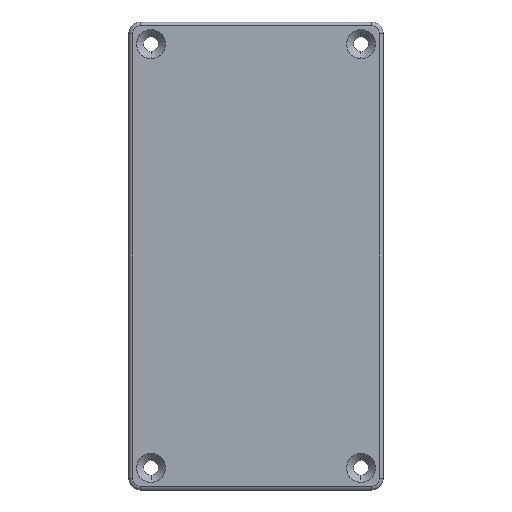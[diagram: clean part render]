
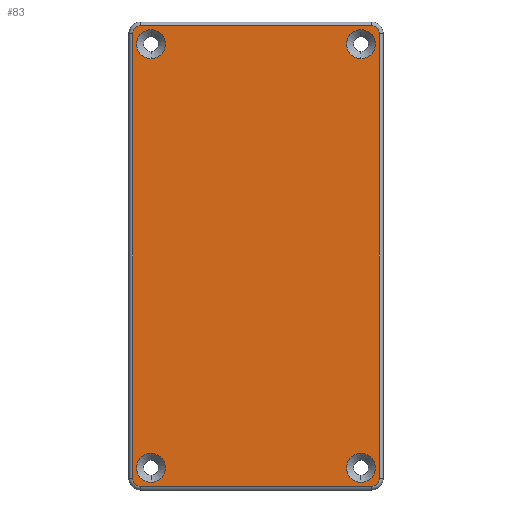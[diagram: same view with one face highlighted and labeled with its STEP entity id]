
A CAD part, front view. The second image highlights one B-rep face of the part: STEP entity #83.
In plain terms, the highlighted planar face has unit normal (0, -1, 0).
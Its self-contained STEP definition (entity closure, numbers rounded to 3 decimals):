
#24 = VERTEX_POINT('',#25);
#25 = CARTESIAN_POINT('',(-32.75,0.,-16.75));
#31 = EDGE_CURVE('',#32,#24,#34,.T.);
#32 = VERTEX_POINT('',#33);
#33 = CARTESIAN_POINT('',(-32.75,0.,-9.25));
#34 = CIRCLE('',#35,3.75);
#35 = AXIS2_PLACEMENT_3D('',#36,#37,#38);
#36 = CARTESIAN_POINT('',(-32.75,0.,-13.));
#37 = DIRECTION('',(0.,-1.,0.));
#38 = DIRECTION('',(0.,0.,-1.));
#63 = EDGE_CURVE('',#24,#32,#64,.T.);
#64 = CIRCLE('',#65,3.75);
#65 = AXIS2_PLACEMENT_3D('',#66,#67,#68);
#66 = CARTESIAN_POINT('',(-32.75,0.,-13.));
#67 = DIRECTION('',(0.,-1.,0.));
#68 = DIRECTION('',(0.,0.,-1.));
#83 = ADVANCED_FACE('',(#84,#154,#158,#178,#198),#218,.F.);
#84 = FACE_BOUND('',#85,.T.);
#85 = EDGE_LOOP('',(#86,#96,#105,#113,#122,#130,#139,#147));
#86 = ORIENTED_EDGE('',*,*,#87,.T.);
#87 = EDGE_CURVE('',#88,#90,#92,.T.);
#88 = VERTEX_POINT('',#89);
#89 = CARTESIAN_POINT('',(-90.,0.,-127.75));
#90 = VERTEX_POINT('',#91);
#91 = CARTESIAN_POINT('',(-30.,0.,-127.75));
#92 = LINE('',#93,#94);
#93 = CARTESIAN_POINT('',(-30.,0.,-127.75));
#94 = VECTOR('',#95,1.);
#95 = DIRECTION('',(1.,0.,0.));
#96 = ORIENTED_EDGE('',*,*,#97,.T.);
#97 = EDGE_CURVE('',#90,#98,#100,.T.);
#98 = VERTEX_POINT('',#99);
#99 = CARTESIAN_POINT('',(-28.,0.,-125.75));
#100 = CIRCLE('',#101,2.);
#101 = AXIS2_PLACEMENT_3D('',#102,#103,#104);
#102 = CARTESIAN_POINT('',(-30.,0.,-125.75));
#103 = DIRECTION('',(0.,-1.,0.));
#104 = DIRECTION('',(0.,0.,1.));
#105 = ORIENTED_EDGE('',*,*,#106,.T.);
#106 = EDGE_CURVE('',#98,#107,#109,.T.);
#107 = VERTEX_POINT('',#108);
#108 = CARTESIAN_POINT('',(-28.,0.,-10.25));
#109 = LINE('',#110,#111);
#110 = CARTESIAN_POINT('',(-28.,0.,-10.25));
#111 = VECTOR('',#112,1.);
#112 = DIRECTION('',(0.,0.,1.));
#113 = ORIENTED_EDGE('',*,*,#114,.T.);
#114 = EDGE_CURVE('',#107,#115,#117,.T.);
#115 = VERTEX_POINT('',#116);
#116 = CARTESIAN_POINT('',(-30.,0.,-8.25));
#117 = CIRCLE('',#118,2.);
#118 = AXIS2_PLACEMENT_3D('',#119,#120,#121);
#119 = CARTESIAN_POINT('',(-30.,0.,-10.25));
#120 = DIRECTION('',(0.,-1.,0.));
#121 = DIRECTION('',(0.,0.,1.));
#122 = ORIENTED_EDGE('',*,*,#123,.T.);
#123 = EDGE_CURVE('',#115,#124,#126,.T.);
#124 = VERTEX_POINT('',#125);
#125 = CARTESIAN_POINT('',(-90.,0.,-8.25));
#126 = LINE('',#127,#128);
#127 = CARTESIAN_POINT('',(-90.,0.,-8.25));
#128 = VECTOR('',#129,1.);
#129 = DIRECTION('',(-1.,0.,0.));
#130 = ORIENTED_EDGE('',*,*,#131,.T.);
#131 = EDGE_CURVE('',#124,#132,#134,.T.);
#132 = VERTEX_POINT('',#133);
#133 = CARTESIAN_POINT('',(-92.,0.,-10.25));
#134 = CIRCLE('',#135,2.);
#135 = AXIS2_PLACEMENT_3D('',#136,#137,#138);
#136 = CARTESIAN_POINT('',(-90.,0.,-10.25));
#137 = DIRECTION('',(0.,-1.,0.));
#138 = DIRECTION('',(0.,0.,1.));
#139 = ORIENTED_EDGE('',*,*,#140,.T.);
#140 = EDGE_CURVE('',#132,#141,#143,.T.);
#141 = VERTEX_POINT('',#142);
#142 = CARTESIAN_POINT('',(-92.,0.,-125.75));
#143 = LINE('',#144,#145);
#144 = CARTESIAN_POINT('',(-92.,0.,-125.75));
#145 = VECTOR('',#146,1.);
#146 = DIRECTION('',(0.,-0.,-1.));
#147 = ORIENTED_EDGE('',*,*,#148,.T.);
#148 = EDGE_CURVE('',#141,#88,#149,.T.);
#149 = CIRCLE('',#150,2.);
#150 = AXIS2_PLACEMENT_3D('',#151,#152,#153);
#151 = CARTESIAN_POINT('',(-90.,0.,-125.75));
#152 = DIRECTION('',(0.,-1.,0.));
#153 = DIRECTION('',(0.,0.,1.));
#154 = FACE_BOUND('',#155,.T.);
#155 = EDGE_LOOP('',(#156,#157));
#156 = ORIENTED_EDGE('',*,*,#63,.F.);
#157 = ORIENTED_EDGE('',*,*,#31,.F.);
#158 = FACE_BOUND('',#159,.T.);
#159 = EDGE_LOOP('',(#160,#171));
#160 = ORIENTED_EDGE('',*,*,#161,.F.);
#161 = EDGE_CURVE('',#162,#164,#166,.T.);
#162 = VERTEX_POINT('',#163);
#163 = CARTESIAN_POINT('',(-87.25,0.,-126.75));
#164 = VERTEX_POINT('',#165);
#165 = CARTESIAN_POINT('',(-87.25,0.,-119.25));
#166 = CIRCLE('',#167,3.75);
#167 = AXIS2_PLACEMENT_3D('',#168,#169,#170);
#168 = CARTESIAN_POINT('',(-87.25,0.,-123.));
#169 = DIRECTION('',(0.,-1.,0.));
#170 = DIRECTION('',(0.,0.,-1.));
#171 = ORIENTED_EDGE('',*,*,#172,.F.);
#172 = EDGE_CURVE('',#164,#162,#173,.T.);
#173 = CIRCLE('',#174,3.75);
#174 = AXIS2_PLACEMENT_3D('',#175,#176,#177);
#175 = CARTESIAN_POINT('',(-87.25,0.,-123.));
#176 = DIRECTION('',(0.,-1.,0.));
#177 = DIRECTION('',(0.,0.,-1.));
#178 = FACE_BOUND('',#179,.T.);
#179 = EDGE_LOOP('',(#180,#191));
#180 = ORIENTED_EDGE('',*,*,#181,.F.);
#181 = EDGE_CURVE('',#182,#184,#186,.T.);
#182 = VERTEX_POINT('',#183);
#183 = CARTESIAN_POINT('',(-87.25,0.,-16.75));
#184 = VERTEX_POINT('',#185);
#185 = CARTESIAN_POINT('',(-87.25,0.,-9.25));
#186 = CIRCLE('',#187,3.75);
#187 = AXIS2_PLACEMENT_3D('',#188,#189,#190);
#188 = CARTESIAN_POINT('',(-87.25,0.,-13.));
#189 = DIRECTION('',(0.,-1.,0.));
#190 = DIRECTION('',(0.,0.,-1.));
#191 = ORIENTED_EDGE('',*,*,#192,.F.);
#192 = EDGE_CURVE('',#184,#182,#193,.T.);
#193 = CIRCLE('',#194,3.75);
#194 = AXIS2_PLACEMENT_3D('',#195,#196,#197);
#195 = CARTESIAN_POINT('',(-87.25,0.,-13.));
#196 = DIRECTION('',(0.,-1.,0.));
#197 = DIRECTION('',(0.,0.,-1.));
#198 = FACE_BOUND('',#199,.T.);
#199 = EDGE_LOOP('',(#200,#211));
#200 = ORIENTED_EDGE('',*,*,#201,.F.);
#201 = EDGE_CURVE('',#202,#204,#206,.T.);
#202 = VERTEX_POINT('',#203);
#203 = CARTESIAN_POINT('',(-32.75,0.,-126.75));
#204 = VERTEX_POINT('',#205);
#205 = CARTESIAN_POINT('',(-32.75,0.,-119.25));
#206 = CIRCLE('',#207,3.75);
#207 = AXIS2_PLACEMENT_3D('',#208,#209,#210);
#208 = CARTESIAN_POINT('',(-32.75,0.,-123.));
#209 = DIRECTION('',(0.,-1.,0.));
#210 = DIRECTION('',(0.,0.,-1.));
#211 = ORIENTED_EDGE('',*,*,#212,.F.);
#212 = EDGE_CURVE('',#204,#202,#213,.T.);
#213 = CIRCLE('',#214,3.75);
#214 = AXIS2_PLACEMENT_3D('',#215,#216,#217);
#215 = CARTESIAN_POINT('',(-32.75,0.,-123.));
#216 = DIRECTION('',(0.,-1.,0.));
#217 = DIRECTION('',(0.,0.,-1.));
#218 = PLANE('',#219);
#219 = AXIS2_PLACEMENT_3D('',#220,#221,#222);
#220 = CARTESIAN_POINT('',(0.,0.,0.));
#221 = DIRECTION('',(0.,1.,0.));
#222 = DIRECTION('',(0.,0.,1.));
